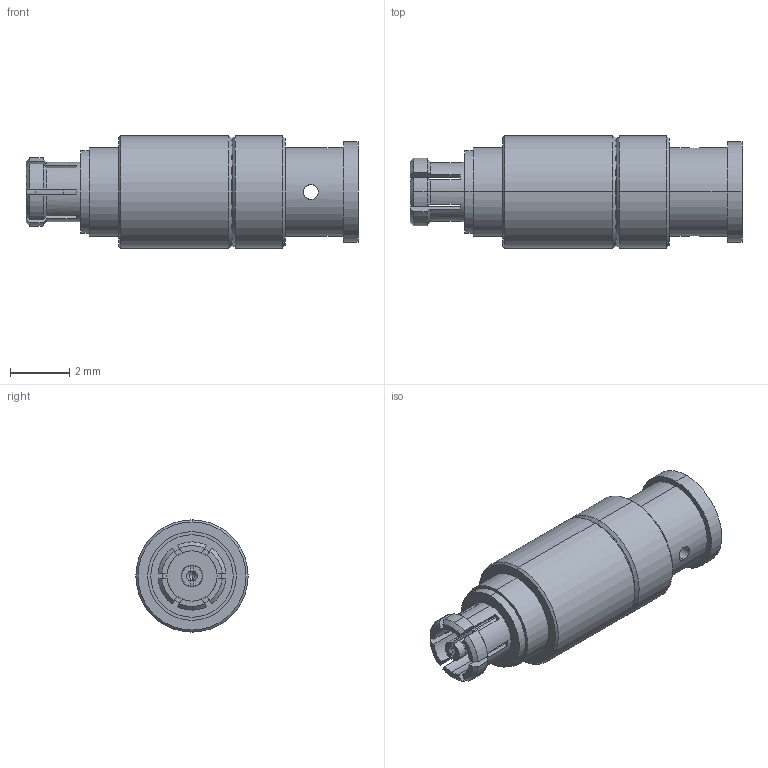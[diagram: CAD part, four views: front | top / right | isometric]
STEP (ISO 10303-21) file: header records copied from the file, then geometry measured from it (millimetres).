
FILE_DESCRIPTION (( 'STEP AP203' ), '1' );
FILE_NAME ('5MPF15S-A82-002.STEP', '2022-02-16T06:10:47', ( '001' ), ( '' ), 'SwSTEP 2.0', 'SolidWorks 2020', '' );
FILE_SCHEMA (( 'CONFIG_CONTROL_DESIGN' ));
Length unit declared in the file: millimetre
Products named in the file (1): 5MPF15S-A82-002
Bounding box: 11.24 x 3.8 x 3.8 mm (x, y, z)
Volume: 78 mm3; surface area: 189.4 mm2
Topology: 1 solids, 1 shells, 110 faces, 287 edges, 182 vertices
Faces by surface type: plane 41, cone 36, cylinder 33
Entity records: 3540 total; most frequent: CARTESIAN_POINT 756, DIRECTION 577, ORIENTED_EDGE 566, EDGE_CURVE 283, AXIS2_PLACEMENT_3D 227, VERTEX_POINT 182, LINE 123, VECTOR 123
